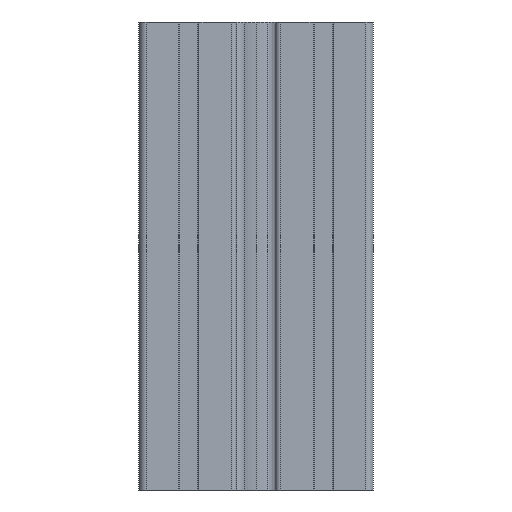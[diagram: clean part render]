
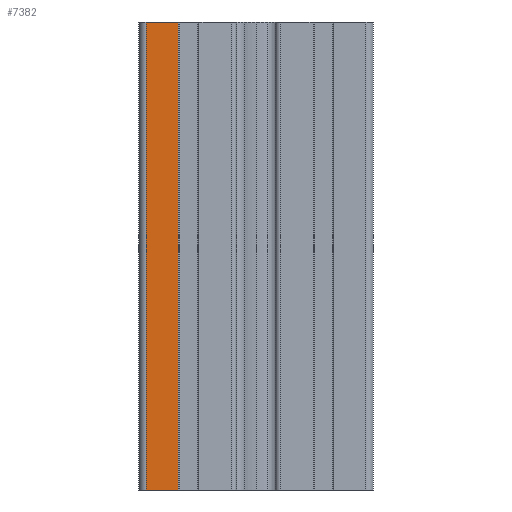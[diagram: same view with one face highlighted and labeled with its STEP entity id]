
A CAD part, left-side view. The second image highlights one B-rep face of the part: STEP entity #7382.
In plain terms, the highlighted planar face has unit normal (-1, 0, 0).
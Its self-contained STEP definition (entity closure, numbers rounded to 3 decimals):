
#207 = DIRECTION ( 'NONE',  ( 0., 0., -1. ) ) ;
#388 = EDGE_CURVE ( 'NONE', #2933, #7115, #8535, .T. ) ;
#1017 = CARTESIAN_POINT ( 'NONE',  ( 1188.589, 1224.897, 100. ) ) ;
#1066 = DIRECTION ( 'NONE',  ( 0., -1., 0. ) ) ;
#2170 = ORIENTED_EDGE ( 'NONE', *, *, #6168, .F. ) ;
#2306 = AXIS2_PLACEMENT_3D ( 'NONE', #3644, #5286, #207 ) ;
#2877 = LINE ( 'NONE', #6081, #9528 ) ;
#2933 = VERTEX_POINT ( 'NONE', #1017 ) ;
#3017 = ORIENTED_EDGE ( 'NONE', *, *, #4124, .F. ) ;
#3045 = CARTESIAN_POINT ( 'NONE',  ( 1188.589, 1224.897, 0. ) ) ;
#3076 = CARTESIAN_POINT ( 'NONE',  ( 1188.589, 1217.997, 100. ) ) ;
#3129 = EDGE_LOOP ( 'NONE', ( #5297, #2170, #3017, #9405 ) ) ;
#3207 = VERTEX_POINT ( 'NONE', #3076 ) ;
#3320 = CARTESIAN_POINT ( 'NONE',  ( 1188.589, 1217.997, 0. ) ) ;
#3601 = PLANE ( 'NONE',  #2306 ) ;
#3644 = CARTESIAN_POINT ( 'NONE',  ( 1188.589, 1224.897, 100. ) ) ;
#4005 = VECTOR ( 'NONE', #10087, 1000. ) ;
#4072 = DIRECTION ( 'NONE',  ( 0., -1., 0. ) ) ;
#4123 = VECTOR ( 'NONE', #8591, 1000. ) ;
#4124 = EDGE_CURVE ( 'NONE', #2933, #3207, #5600, .T. ) ;
#5059 = CARTESIAN_POINT ( 'NONE',  ( 1188.589, 1217.997, 100. ) ) ;
#5286 = DIRECTION ( 'NONE',  ( 1., 0., 0. ) ) ;
#5297 = ORIENTED_EDGE ( 'NONE', *, *, #8705, .T. ) ;
#5600 = LINE ( 'NONE', #8197, #9267 ) ;
#6081 = CARTESIAN_POINT ( 'NONE',  ( 1188.589, 1224.897, 0. ) ) ;
#6168 = EDGE_CURVE ( 'NONE', #3207, #10126, #6172, .T. ) ;
#6172 = LINE ( 'NONE', #5059, #4005 ) ;
#6922 = FACE_OUTER_BOUND ( 'NONE', #3129, .T. ) ;
#7115 = VERTEX_POINT ( 'NONE', #3045 ) ;
#7382 = ADVANCED_FACE ( 'NONE', ( #6922 ), #3601, .F. ) ;
#8197 = CARTESIAN_POINT ( 'NONE',  ( 1188.589, 1224.897, 100. ) ) ;
#8535 = LINE ( 'NONE', #8822, #4123 ) ;
#8591 = DIRECTION ( 'NONE',  ( 0., 0., -1. ) ) ;
#8705 = EDGE_CURVE ( 'NONE', #7115, #10126, #2877, .T. ) ;
#8822 = CARTESIAN_POINT ( 'NONE',  ( 1188.589, 1224.897, 100. ) ) ;
#9267 = VECTOR ( 'NONE', #4072, 1000. ) ;
#9405 = ORIENTED_EDGE ( 'NONE', *, *, #388, .T. ) ;
#9528 = VECTOR ( 'NONE', #1066, 1000. ) ;
#10087 = DIRECTION ( 'NONE',  ( 0., 0., -1. ) ) ;
#10126 = VERTEX_POINT ( 'NONE', #3320 ) ;
